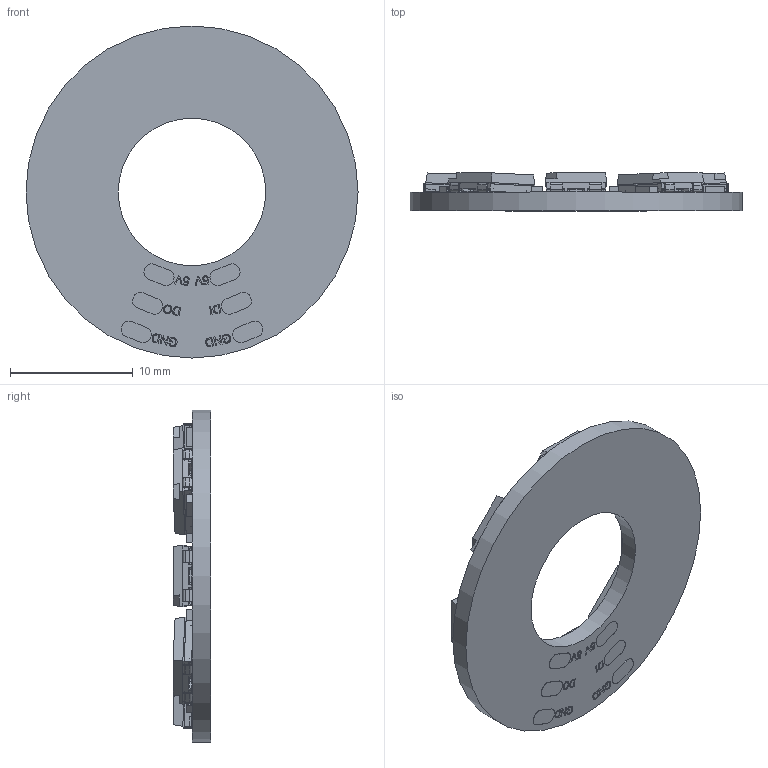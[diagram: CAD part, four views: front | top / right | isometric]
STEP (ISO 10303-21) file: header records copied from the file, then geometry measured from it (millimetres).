
FILE_DESCRIPTION(/* description */ (''),/* implementation_level */ '2;1');
FILE_NAME(/* name */ 'WS2812B-Ring-08LED-Black.step',/* time_stamp */ '2023-12-30T14:53:12Z',/* author */ (''),/* organization */ (''),/* preprocessor_version */ 'ST-DEVELOPER v20',/* originating_system */ 'Autodesk Translation Framework v12.14.0.127',/* authorisation */ '');
FILE_SCHEMA (('AUTOMOTIVE_DESIGN { 1 0 10303 214 3 1 1 }'));
Length unit declared in the file: millimetre
Products named in the file (3): WS2812B Ring 8-45 LED Para (Black PCB); WS2812B; 0603 Resistor
Assembly tree (16 placements, depth 2):
  WS2812B Ring 8-45 LED Para (Black PCB)
    WS2812B  x8
    0603 Resistor  x8
Bounding box: 27 x 3.09 x 27 mm (x, y, z)
Volume: 960.9 mm3; surface area: 2711.9 mm2
Topology: 193 solids, 193 shells, 4833 faces, 11938 edges, 7660 vertices
Faces by surface type: plane 3211, bspline 932, cylinder 514, torus 160, cone 16
Full cylindrical faces by diameter (mm): 0.36 x8, 0.4 x48, 0.5 x16, 1 x8, 12 x1, 27 x1
Entity records: 35526 total; most frequent: CARTESIAN_POINT 15007, ORIENTED_EDGE 4566, DIRECTION 3350, EDGE_CURVE 2283, VERTEX_POINT 1486, LINE 1456, VECTOR 1456, EDGE_LOOP 965
